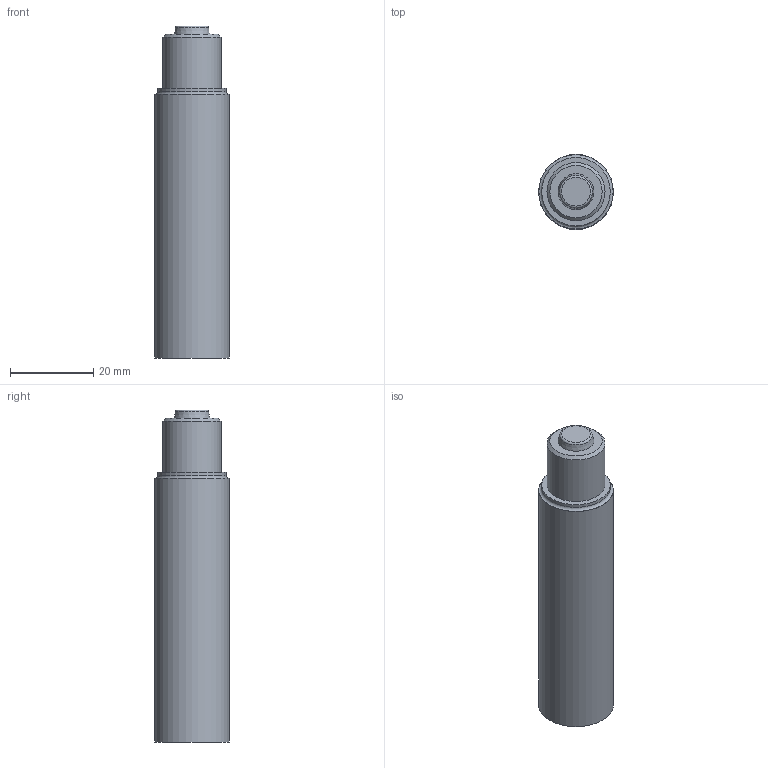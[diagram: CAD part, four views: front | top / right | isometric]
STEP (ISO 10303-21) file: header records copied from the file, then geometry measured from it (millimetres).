
FILE_DESCRIPTION(/* description */ ('STEP AP214'),/* implementation_level */ '2;1');
FILE_NAME(/* name */ '8132356_DYEF-G8-M14-Y1-F1A',/* time_stamp */ '2024-08-23T15:18:35+02:00',/* author */ ('License CC BY-ND 4.0'),/* organization */ ('CADENAS'),/* preprocessor_version */ 'ST-DEVELOPER v19.3',/* originating_system */ 'PARTsolutions',/* authorisation */ ' ');
FILE_SCHEMA (('AUTOMOTIVE_DESIGN {1 0 10303 214 3 1 1}'));
Length unit declared in the file: millimetre
Products named in the file (3): 8132356 DYEF-G8-M14-Y1-F1A---(0); 8074429 DYEF-G8-M14x1; 8132354 DGST-25-P-F1A
Assembly tree (2 placements, depth 2):
  8132356 DYEF-G8-M14-Y1-F1A---(0)
    8074429 DYEF-G8-M14x1
    8132354 DGST-25-P-F1A
Bounding box: 18 x 18 x 80 mm (x, y, z)
Volume: 17977.9 mm3; surface area: 10344.9 mm2
Topology: 2 solids, 2 shells, 45 faces, 88 edges, 50 vertices
Faces by surface type: plane 25, cone 12, cylinder 6, torus 2
Full cylindrical faces by diameter (mm): 4 x1, 12.917 x1, 14 x1, 14.2 x1, 16.5 x1, 18 x1
Entity records: 1285 total; most frequent: CARTESIAN_POINT 199, DIRECTION 192, ORIENTED_EDGE 144, AXIS2_PLACEMENT_3D 78, EDGE_CURVE 72, FACE_BOUND 65, EDGE_LOOP 64, VERTEX_POINT 49
